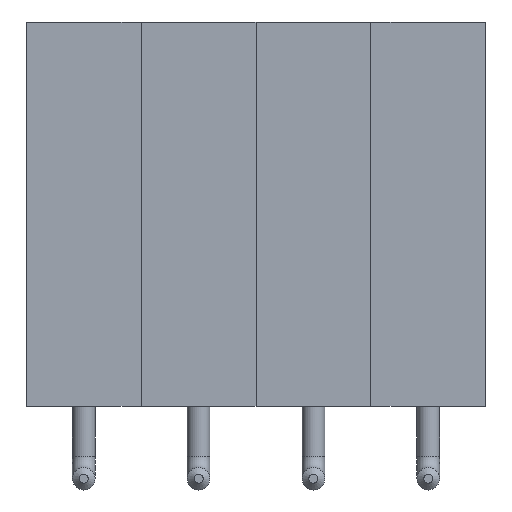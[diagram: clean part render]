
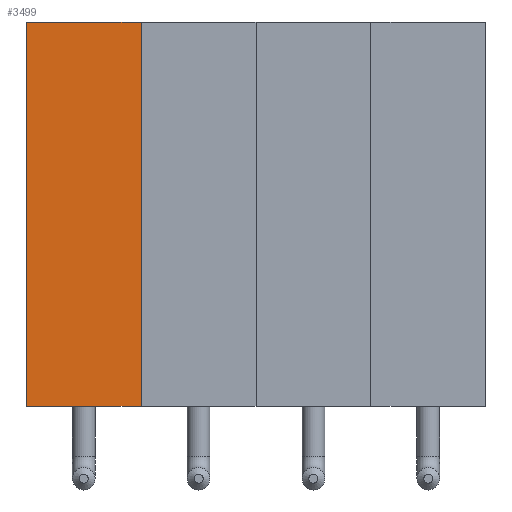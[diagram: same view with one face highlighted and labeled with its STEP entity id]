
A CAD part, front view. The second image highlights one B-rep face of the part: STEP entity #3499.
In plain terms, the highlighted planar face has unit normal (0, -1, 0).
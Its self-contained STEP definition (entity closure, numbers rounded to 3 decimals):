
#211=PLANE('',#3784);
#411=FACE_OUTER_BOUND('',#637,.T.);
#637=EDGE_LOOP('',(#2603,#2604,#2605,#2606));
#855=LINE('',#5542,#1139);
#861=LINE('',#5555,#1145);
#872=LINE('',#5682,#1156);
#883=LINE('',#5708,#1167);
#1139=VECTOR('',#4252,10.);
#1145=VECTOR('',#4264,10.);
#1156=VECTOR('',#4321,10.);
#1167=VECTOR('',#4354,10.);
#1565=VERTEX_POINT('',#5539);
#1566=VERTEX_POINT('',#5541);
#1570=VERTEX_POINT('',#5553);
#1583=VERTEX_POINT('',#5681);
#1910=EDGE_CURVE('',#1565,#1566,#855,.T.);
#1917=EDGE_CURVE('',#1570,#1565,#861,.T.);
#1942=EDGE_CURVE('',#1566,#1583,#872,.T.);
#1955=EDGE_CURVE('',#1570,#1583,#883,.T.);
#2603=ORIENTED_EDGE('',*,*,#1917,.F.);
#2604=ORIENTED_EDGE('',*,*,#1955,.T.);
#2605=ORIENTED_EDGE('',*,*,#1942,.F.);
#2606=ORIENTED_EDGE('',*,*,#1910,.F.);
#3499=ADVANCED_FACE('',(#411),#211,.T.);
#3784=AXIS2_PLACEMENT_3D('',#5709,#4355,#4356);
#4252=DIRECTION('',(0.,0.,1.));
#4264=DIRECTION('',(-1.,0.,0.));
#4321=DIRECTION('',(1.,0.,0.));
#4354=DIRECTION('',(0.,0.,1.));
#4355=DIRECTION('center_axis',(0.,-1.,0.));
#4356=DIRECTION('ref_axis',(1.,0.,0.));
#5539=CARTESIAN_POINT('',(0.,-2.4,0.));
#5541=CARTESIAN_POINT('',(0.,-2.4,8.5));
#5542=CARTESIAN_POINT('',(0.,-2.4,0.));
#5553=CARTESIAN_POINT('',(2.54,-2.4,0.));
#5555=CARTESIAN_POINT('',(2.54,-2.4,0.));
#5681=CARTESIAN_POINT('',(2.54,-2.4,8.5));
#5682=CARTESIAN_POINT('',(2.54,-2.4,8.5));
#5708=CARTESIAN_POINT('',(2.54,-2.4,0.));
#5709=CARTESIAN_POINT('Origin',(0.,-2.4,0.));
